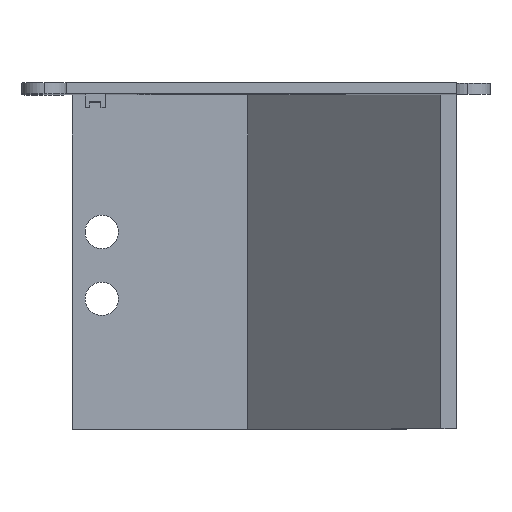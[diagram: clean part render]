
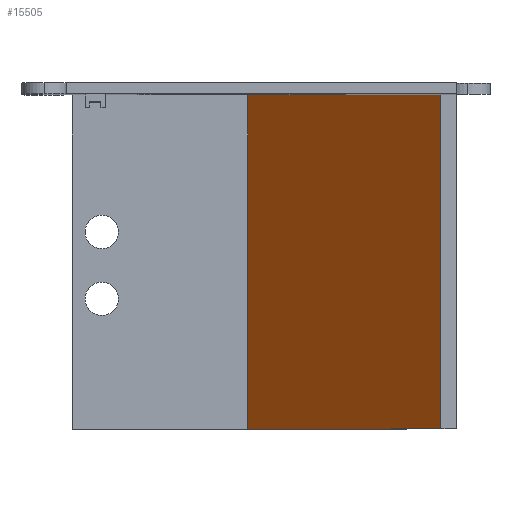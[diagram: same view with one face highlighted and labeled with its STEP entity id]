
A CAD part, top view. The second image highlights one B-rep face of the part: STEP entity #15505.
In plain terms, the highlighted planar face has unit normal (-0.707, 0, 0.707).
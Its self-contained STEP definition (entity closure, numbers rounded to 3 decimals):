
#428 = VERTEX_POINT ( 'NONE', #4485 ) ;
#603 = VERTEX_POINT ( 'NONE', #10399 ) ;
#2929 = DIRECTION ( 'NONE',  ( -0.707, 0., -0.707 ) ) ;
#4278 = CARTESIAN_POINT ( 'NONE',  ( 35., 0., -17.75 ) ) ;
#4376 = AXIS2_PLACEMENT_3D ( 'NONE', #36639, #16717, #40000 ) ;
#4485 = CARTESIAN_POINT ( 'NONE',  ( 34.172, 60., -18.578 ) ) ;
#5166 = ORIENTED_EDGE ( 'NONE', *, *, #10770, .F. ) ;
#6262 = EDGE_LOOP ( 'NONE', ( #5166, #13616, #32193, #35812 ) ) ;
#7618 = DIRECTION ( 'NONE',  ( -0.707, 0., -0.707 ) ) ;
#8146 = VERTEX_POINT ( 'NONE', #20672 ) ;
#9103 = VERTEX_POINT ( 'NONE', #42873 ) ;
#10399 = CARTESIAN_POINT ( 'NONE',  ( -0.5, 0., -53.25 ) ) ;
#10770 = EDGE_CURVE ( 'NONE', #8146, #603, #38197, .T. ) ;
#11362 = VECTOR ( 'NONE', #13710, 1000. ) ;
#11639 = LINE ( 'NONE', #22888, #21543 ) ;
#13616 = ORIENTED_EDGE ( 'NONE', *, *, #18901, .T. ) ;
#13710 = DIRECTION ( 'NONE',  ( 0., 1., 0. ) ) ;
#15505 = ADVANCED_FACE ( 'NONE', ( #30966 ), #29928, .T. ) ;
#16717 = DIRECTION ( 'NONE',  ( -0.707, 0., 0.707 ) ) ;
#17343 = EDGE_CURVE ( 'NONE', #9103, #603, #20391, .T. ) ;
#18901 = EDGE_CURVE ( 'NONE', #8146, #428, #37926, .T. ) ;
#20391 = LINE ( 'NONE', #34844, #27143 ) ;
#20672 = CARTESIAN_POINT ( 'NONE',  ( 34.172, 0., -18.578 ) ) ;
#21236 = EDGE_CURVE ( 'NONE', #428, #9103, #11639, .T. ) ;
#21543 = VECTOR ( 'NONE', #2929, 1000. ) ;
#22888 = CARTESIAN_POINT ( 'NONE',  ( 35., 60., -17.75 ) ) ;
#24942 = DIRECTION ( 'NONE',  ( 0., -1., 0. ) ) ;
#27143 = VECTOR ( 'NONE', #24942, 1000. ) ;
#29332 = VECTOR ( 'NONE', #7618, 1000. ) ;
#29928 = PLANE ( 'NONE',  #4376 ) ;
#30966 = FACE_OUTER_BOUND ( 'NONE', #6262, .T. ) ;
#32193 = ORIENTED_EDGE ( 'NONE', *, *, #21236, .T. ) ;
#34844 = CARTESIAN_POINT ( 'NONE',  ( -0.5, 62., -53.25 ) ) ;
#35812 = ORIENTED_EDGE ( 'NONE', *, *, #17343, .T. ) ;
#36639 = CARTESIAN_POINT ( 'NONE',  ( 35., 62., -17.75 ) ) ;
#36985 = CARTESIAN_POINT ( 'NONE',  ( 34.172, 62., -18.578 ) ) ;
#37926 = LINE ( 'NONE', #36985, #11362 ) ;
#38197 = LINE ( 'NONE', #4278, #29332 ) ;
#40000 = DIRECTION ( 'NONE',  ( 0.707, 0., 0.707 ) ) ;
#42873 = CARTESIAN_POINT ( 'NONE',  ( -0.5, 60., -53.25 ) ) ;
